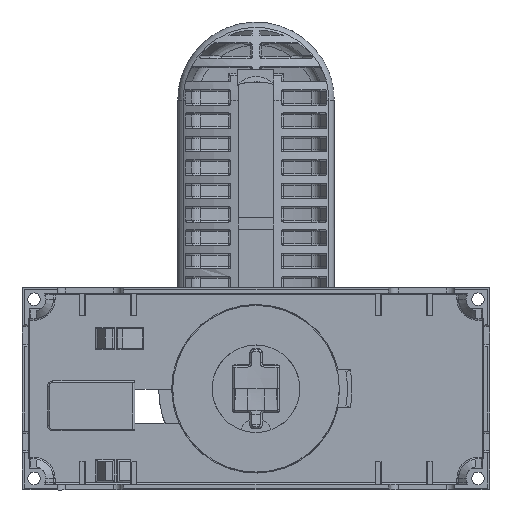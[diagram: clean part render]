
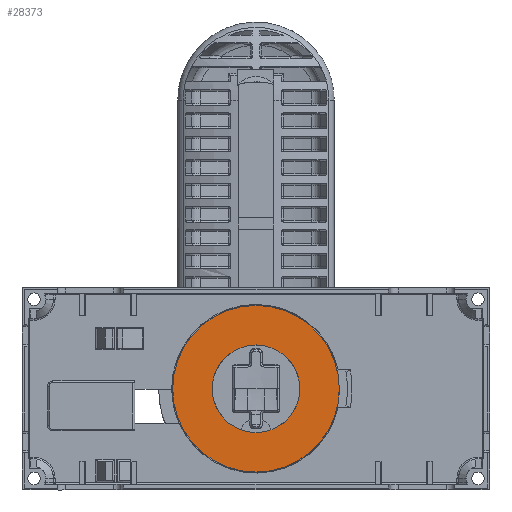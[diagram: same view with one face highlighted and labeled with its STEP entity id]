
A CAD part, front view. The second image highlights one B-rep face of the part: STEP entity #28373.
In plain terms, the highlighted planar face has unit normal (0, -1, 0).
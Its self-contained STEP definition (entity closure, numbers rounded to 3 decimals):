
#4573=CARTESIAN_POINT('',(31.661,204.655,-29.806));
#4574=DIRECTION('',(0.,-1.,0.));
#4575=DIRECTION('',(0.,0.,1.));
#4576=AXIS2_PLACEMENT_3D('',#4573,#4574,#4575);
#4578=CARTESIAN_POINT('',(31.661,204.655,-29.806));
#4579=DIRECTION('',(0.,-1.,0.));
#4580=DIRECTION('',(0.,0.,-1.));
#4581=AXIS2_PLACEMENT_3D('',#4578,#4579,#4580);
#4583=CARTESIAN_POINT('',(31.661,204.655,-29.806));
#4584=DIRECTION('',(0.,1.,0.));
#4585=DIRECTION('',(0.,0.,1.));
#4586=AXIS2_PLACEMENT_3D('',#4583,#4584,#4585);
#4588=CARTESIAN_POINT('',(31.661,204.655,-29.806));
#4589=DIRECTION('',(0.,1.,0.));
#4590=DIRECTION('',(0.,0.,-1.));
#4591=AXIS2_PLACEMENT_3D('',#4588,#4589,#4590);
#18225=CARTESIAN_POINT('',(31.661,204.655,
-18.556));
#18226=CARTESIAN_POINT('',(31.661,204.655,
-41.056));
#18227=VERTEX_POINT('',#18225);
#18228=VERTEX_POINT('',#18226);
#18229=CARTESIAN_POINT('',(31.661,204.655,
-8.406));
#18230=CARTESIAN_POINT('',(31.661,204.655,
-51.206));
#18231=VERTEX_POINT('',#18229);
#18232=VERTEX_POINT('',#18230);
#28358=CARTESIAN_POINT('',(0.,204.655,
0.));
#28359=DIRECTION('',(0.,-1.,0.));
#28360=DIRECTION('',(0.,0.,1.));
#28361=AXIS2_PLACEMENT_3D('',#28358,#28359,#28360);
#28362=PLANE('',#28361);
#28363=ORIENTED_EDGE('',*,*,#28338,.F.);
#28364=ORIENTED_EDGE('',*,*,#28309,.F.);
#28365=EDGE_LOOP('',(#28363,#28364));
#28366=FACE_OUTER_BOUND('',#28365,.F.);
#28368=ORIENTED_EDGE('',*,*,#28367,.F.);
#28370=ORIENTED_EDGE('',*,*,#28369,.F.);
#28371=EDGE_LOOP('',(#28368,#28370));
#28372=FACE_BOUND('',#28371,.F.);
#4577=CIRCLE('',#4576,21.4);
#4582=CIRCLE('',#4581,21.4);
#4587=CIRCLE('',#4586,11.25);
#4592=CIRCLE('',#4591,11.25);
#28309=EDGE_CURVE('',#18232,#18231,#4582,.T.);
#28338=EDGE_CURVE('',#18231,#18232,#4577,.T.);
#28367=EDGE_CURVE('',#18227,#18228,#4587,.T.);
#28369=EDGE_CURVE('',#18228,#18227,#4592,.T.);
#28373=ADVANCED_FACE('',(#28366,#28372),#28362,.T.);
